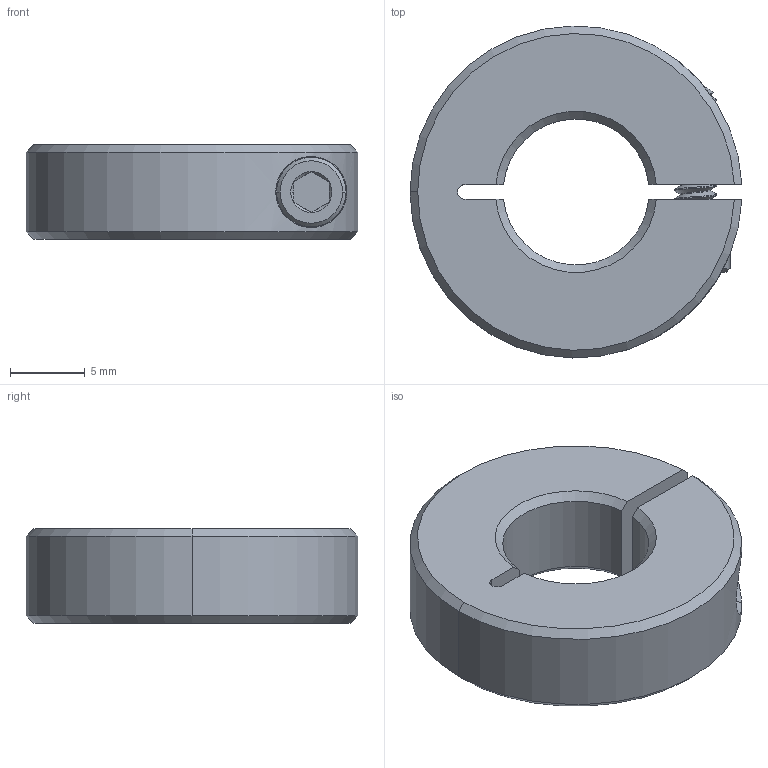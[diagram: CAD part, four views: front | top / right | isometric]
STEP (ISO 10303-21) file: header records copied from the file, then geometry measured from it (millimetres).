
FILE_DESCRIPTION (( 'STEP AP203' ), '1' );
FILE_NAME ('217-2738.20121205.STEP', '2012-12-05T23:58:40', ( 'svradm' ), ( 'Microsoft' ), 'SwSTEP 2.0', 'SolidWorks 2012', '' );
FILE_SCHEMA (( 'CONFIG_CONTROL_DESIGN' ));
Length unit declared in the file: inch
Products named in the file (1): 217-2738.20121205
Bounding box: 22.21 x 22.22 x 6.35 mm (x, y, z)
Volume: 1851.3 mm3; surface area: 1605.1 mm2
Topology: 2 solids, 2 shells, 114 faces, 303 edges, 196 vertices
Faces by surface type: cylinder 75, cone 20, plane 17, bspline 2
Entity records: 5198 total; most frequent: CARTESIAN_POINT 2662, ORIENTED_EDGE 606, DIRECTION 429, EDGE_CURVE 303, VERTEX_POINT 196, AXIS2_PLACEMENT_3D 162, EDGE_LOOP 121, FACE_OUTER_BOUND 114
